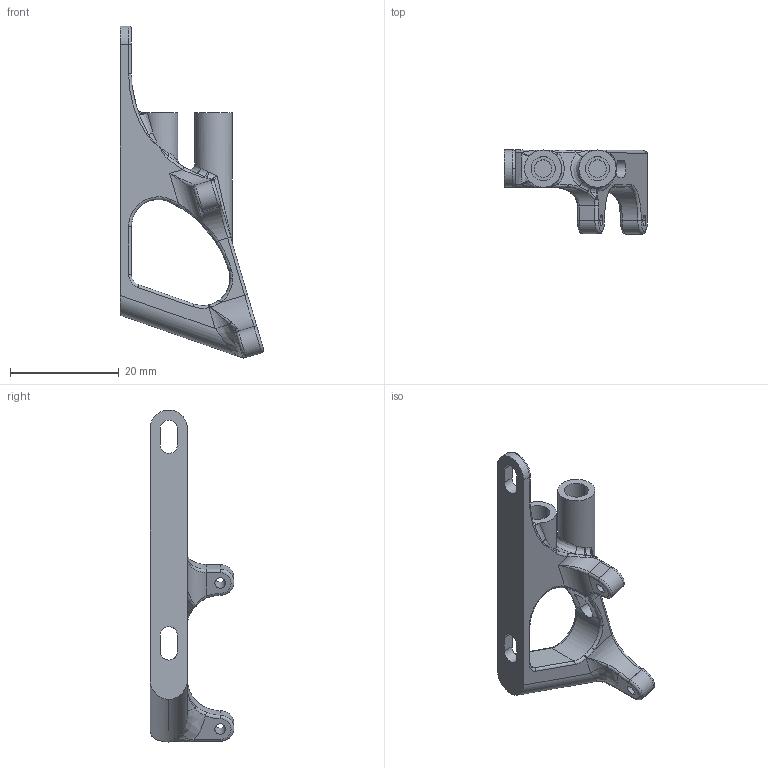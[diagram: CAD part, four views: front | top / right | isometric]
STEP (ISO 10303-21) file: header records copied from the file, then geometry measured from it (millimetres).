
FILE_DESCRIPTION (( 'STEP AP214' ), '1' );
FILE_NAME ('Afterburner_Camera_Mount_A.STEP', '2023-01-21T22:11:33', ( '' ), ( '' ), 'SwSTEP 2.0', 'SolidWorks 2023', '' );
FILE_SCHEMA (( 'AUTOMOTIVE_DESIGN' ));
Length unit declared in the file: millimetre
Products named in the file (1): Afterburner_Camera_Mount_A
Bounding box: 26.31 x 15.4 x 61.06 mm (x, y, z)
Volume: 4056.3 mm3; surface area: 3256.7 mm2
Topology: 1 solids, 1 shells, 165 faces, 415 edges, 236 vertices
Faces by surface type: cylinder 57, bspline 48, plane 29, torus 27, sphere 4
Entity records: 7140 total; most frequent: CARTESIAN_POINT 3540, ORIENTED_EDGE 798, DIRECTION 712, EDGE_CURVE 399, AXIS2_PLACEMENT_3D 303, VERTEX_POINT 236, CIRCLE 185, EDGE_LOOP 177
